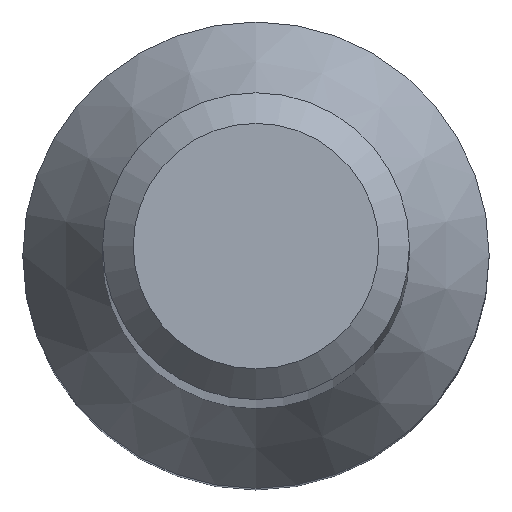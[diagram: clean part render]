
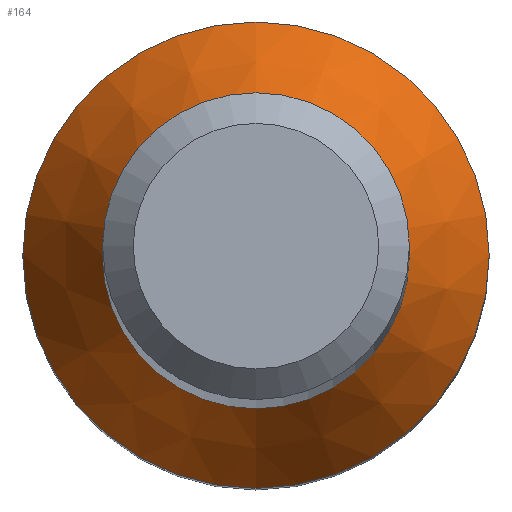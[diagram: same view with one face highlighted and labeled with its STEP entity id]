
A CAD part, top view. The second image highlights one B-rep face of the part: STEP entity #164.
In plain terms, the highlighted conical face has half-angle 30 degrees and reference radius 3.04 mm.
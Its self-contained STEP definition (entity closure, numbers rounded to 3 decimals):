
#8 = FACE_BOUND ( 'NONE', #31, .T. ) ;
#9 = EDGE_LOOP ( 'NONE', ( #128 ) ) ;
#24 = AXIS2_PLACEMENT_3D ( 'NONE', #59, #47, #69 ) ;
#31 = EDGE_LOOP ( 'NONE', ( #211 ) ) ;
#47 = DIRECTION ( 'NONE',  ( 0., 0., -1. ) ) ;
#57 = CARTESIAN_POINT ( 'NONE',  ( 0., 3.04, 12.191 ) ) ;
#59 = CARTESIAN_POINT ( 'NONE',  ( 0., 0., 12.191 ) ) ;
#60 = AXIS2_PLACEMENT_3D ( 'NONE', #160, #237, #78 ) ;
#69 = DIRECTION ( 'NONE',  ( 0., 1., 0. ) ) ;
#70 = FACE_OUTER_BOUND ( 'NONE', #9, .T. ) ;
#78 = DIRECTION ( 'NONE',  ( 0., 1., 0. ) ) ;
#85 = DIRECTION ( 'NONE',  ( 0., 0., -1. ) ) ;
#98 = AXIS2_PLACEMENT_3D ( 'NONE', #152, #85, #140 ) ;
#99 = EDGE_CURVE ( 'NONE', #235, #235, #217, .T. ) ;
#102 = CONICAL_SURFACE ( 'NONE', #60, 3.04, 0.524 ) ;
#128 = ORIENTED_EDGE ( 'NONE', *, *, #99, .F. ) ;
#131 = CIRCLE ( 'NONE', #98, 2. ) ;
#138 = EDGE_CURVE ( 'NONE', #176, #176, #131, .T. ) ;
#140 = DIRECTION ( 'NONE',  ( 0., 1., 0. ) ) ;
#152 = CARTESIAN_POINT ( 'NONE',  ( 0., 0., 13.992 ) ) ;
#157 = CARTESIAN_POINT ( 'NONE',  ( 0., 2., 13.992 ) ) ;
#160 = CARTESIAN_POINT ( 'NONE',  ( 0., 0., 12.191 ) ) ;
#164 = ADVANCED_FACE ( 'NONE', ( #8, #70 ), #102, .T. ) ;
#176 = VERTEX_POINT ( 'NONE', #157 ) ;
#211 = ORIENTED_EDGE ( 'NONE', *, *, #138, .T. ) ;
#217 = CIRCLE ( 'NONE', #24, 3.04 ) ;
#235 = VERTEX_POINT ( 'NONE', #57 ) ;
#237 = DIRECTION ( 'NONE',  ( 0., 0., -1. ) ) ;
